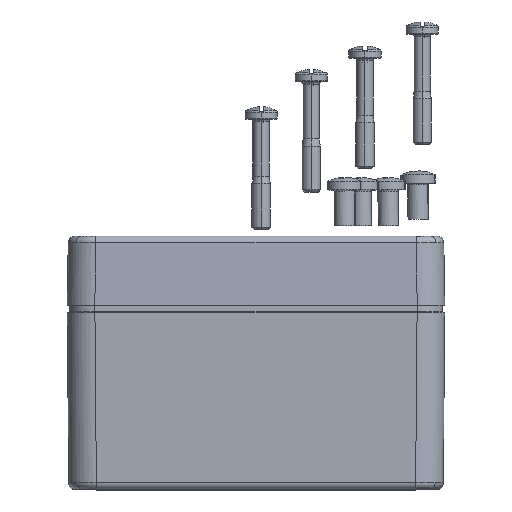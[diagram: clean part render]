
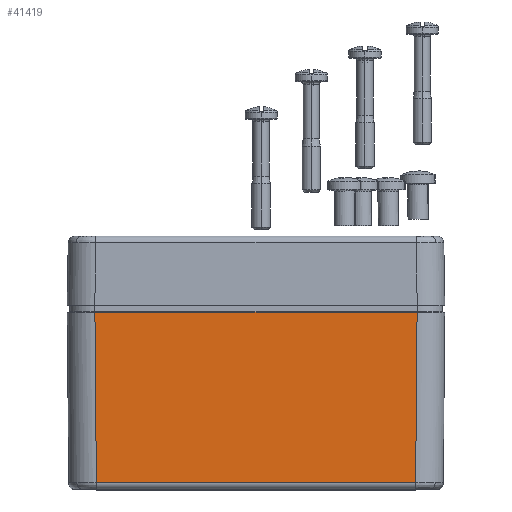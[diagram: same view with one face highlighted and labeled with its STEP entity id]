
A CAD part, top view. The second image highlights one B-rep face of the part: STEP entity #41419.
In plain terms, the highlighted planar face has unit normal (0, -0.008, 1).
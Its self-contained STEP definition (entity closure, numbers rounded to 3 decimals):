
#935 = VERTEX_POINT ( 'NONE', #39445 ) ;
#955 = VERTEX_POINT ( 'NONE', #39477 ) ;
#960 = EDGE_CURVE ( 'NONE', #935, #955, #39517, .T. ) ;
#9868 = CARTESIAN_POINT ( 'NONE',  ( 34.665, -40.013, 39.665 ) ) ;
#12566 = DIRECTION ( 'NONE',  ( 0.008, -1., -0.008 ) ) ;
#12567 = VECTOR ( 'NONE', #12566, 1000. ) ;
#12568 = CARTESIAN_POINT ( 'NONE',  ( -35.001, 0.05, 40. ) ) ;
#12569 = LINE ( 'NONE', #12568, #12567 ) ;
#24384 = VERTEX_POINT ( 'NONE', #9868 ) ;
#25417 = ORIENTED_EDGE ( 'NONE', *, *, #25520, .T. ) ;
#25428 = ORIENTED_EDGE ( 'NONE', *, *, #960, .T. ) ;
#25516 = ORIENTED_EDGE ( 'NONE', *, *, #41201, .T. ) ;
#25520 = EDGE_CURVE ( 'NONE', #955, #42051, #12569, .T. ) ;
#30472 = DIRECTION ( 'NONE',  ( 1., 0., 0. ) ) ;
#30473 = VECTOR ( 'NONE', #30472, 1000. ) ;
#30474 = CARTESIAN_POINT ( 'NONE',  ( -41., -40.013, 39.665 ) ) ;
#30475 = LINE ( 'NONE', #30474, #30473 ) ;
#30854 = DIRECTION ( 'NONE',  ( 0.008, 1., 0.008 ) ) ;
#30855 = VECTOR ( 'NONE', #30854, 1000. ) ;
#30856 = CARTESIAN_POINT ( 'NONE',  ( 34.995, -0.637, 39.995 ) ) ;
#30857 = LINE ( 'NONE', #30856, #30855 ) ;
#30880 = DIRECTION ( 'NONE',  ( 0., -1., -0.008 ) ) ;
#30881 = DIRECTION ( 'NONE',  ( 0., -0.008, 1. ) ) ;
#30882 = CARTESIAN_POINT ( 'NONE',  ( -41., 0., 40. ) ) ;
#30883 = AXIS2_PLACEMENT_3D ( 'NONE', #30882, #30881, #30880 ) ;
#30886 = PLANE ( 'NONE',  #30883 ) ;
#30887 = FACE_OUTER_BOUND ( 'NONE', #41397, .T. ) ;
#34391 = CARTESIAN_POINT ( 'NONE',  ( -34.665, -40.013, 39.665 ) ) ;
#39445 = CARTESIAN_POINT ( 'NONE',  ( 34.975, -3., 39.975 ) ) ;
#39477 = CARTESIAN_POINT ( 'NONE',  ( -34.975, -3., 39.975 ) ) ;
#39514 = DIRECTION ( 'NONE',  ( -1., 0., 0. ) ) ;
#39515 = VECTOR ( 'NONE', #39514, 1000. ) ;
#39516 = CARTESIAN_POINT ( 'NONE',  ( -41., -3., 39.975 ) ) ;
#39517 = LINE ( 'NONE', #39516, #39515 ) ;
#41201 = EDGE_CURVE ( 'NONE', #42051, #24384, #30475, .T. ) ;
#41397 = EDGE_LOOP ( 'NONE', ( #41403, #25428, #25417, #25516 ) ) ;
#41399 = EDGE_CURVE ( 'NONE', #24384, #935, #30857, .T. ) ;
#41403 = ORIENTED_EDGE ( 'NONE', *, *, #41399, .T. ) ;
#41419 = ADVANCED_FACE ( 'NONE', ( #30887 ), #30886, .T. ) ;
#42051 = VERTEX_POINT ( 'NONE', #34391 ) ;
